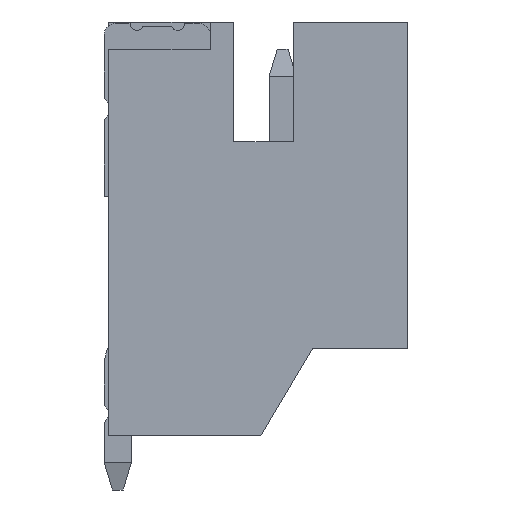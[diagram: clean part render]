
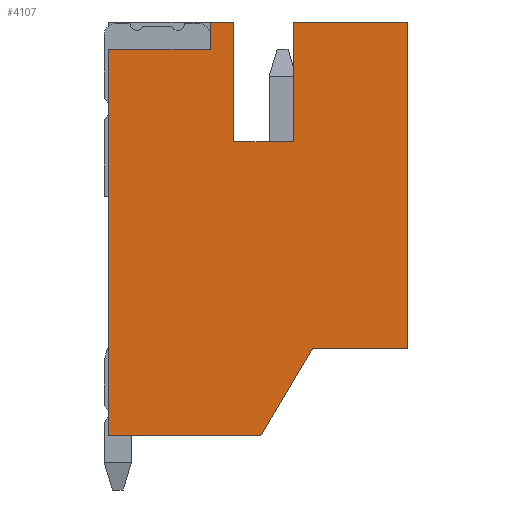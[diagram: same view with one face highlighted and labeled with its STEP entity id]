
A CAD part, left-side view. The second image highlights one B-rep face of the part: STEP entity #4107.
In plain terms, the highlighted planar face has unit normal (-1, 0, 0).
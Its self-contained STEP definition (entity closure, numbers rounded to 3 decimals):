
#416=ORIENTED_EDGE('',*,*,#1578,.F.);
#417=ORIENTED_EDGE('',*,*,#1579,.F.);
#418=ORIENTED_EDGE('',*,*,#1499,.T.);
#419=ORIENTED_EDGE('',*,*,#1580,.T.);
#420=ORIENTED_EDGE('',*,*,#1581,.T.);
#421=ORIENTED_EDGE('',*,*,#1337,.T.);
#422=ORIENTED_EDGE('',*,*,#1460,.T.);
#423=ORIENTED_EDGE('',*,*,#1484,.T.);
#424=ORIENTED_EDGE('',*,*,#1582,.F.);
#425=ORIENTED_EDGE('',*,*,#1583,.F.);
#426=ORIENTED_EDGE('',*,*,#1584,.F.);
#427=ORIENTED_EDGE('',*,*,#1547,.T.);
#1337=EDGE_CURVE('',#1942,#1941,#2337,.T.);
#1460=EDGE_CURVE('',#1941,#2048,#2460,.T.);
#1484=EDGE_CURVE('',#2048,#2070,#2484,.T.);
#1499=EDGE_CURVE('',#2082,#2083,#2499,.T.);
#1547=EDGE_CURVE('',#2120,#2119,#2547,.T.);
#1578=EDGE_CURVE('',#2142,#2119,#2578,.T.);
#1579=EDGE_CURVE('',#2082,#2142,#2579,.T.);
#1580=EDGE_CURVE('',#2083,#2143,#2580,.T.);
#1581=EDGE_CURVE('',#2143,#1942,#2581,.T.);
#1582=EDGE_CURVE('',#2144,#2070,#2582,.T.);
#1583=EDGE_CURVE('',#2145,#2144,#2583,.T.);
#1584=EDGE_CURVE('',#2120,#2145,#2584,.T.);
#1941=VERTEX_POINT('',#5674);
#1942=VERTEX_POINT('',#5676);
#2048=VERTEX_POINT('',#5913);
#2070=VERTEX_POINT('',#5961);
#2082=VERTEX_POINT('',#5990);
#2083=VERTEX_POINT('',#5991);
#2119=VERTEX_POINT('',#6083);
#2120=VERTEX_POINT('',#6085);
#2142=VERTEX_POINT('',#6144);
#2143=VERTEX_POINT('',#6147);
#2144=VERTEX_POINT('',#6150);
#2145=VERTEX_POINT('',#6152);
#2337=LINE('',#5675,#2913);
#2460=LINE('',#5914,#3036);
#2484=LINE('',#5962,#3060);
#2499=LINE('',#5989,#3075);
#2547=LINE('',#6084,#3123);
#2578=LINE('',#6143,#3154);
#2579=LINE('',#6145,#3155);
#2580=LINE('',#6146,#3156);
#2581=LINE('',#6148,#3157);
#2582=LINE('',#6149,#3158);
#2583=LINE('',#6151,#3159);
#2584=LINE('',#6153,#3160);
#2913=VECTOR('',#4591,1000.);
#3036=VECTOR('',#4732,1000.);
#3060=VECTOR('',#4760,1000.);
#3075=VECTOR('',#4777,1000.);
#3123=VECTOR('',#4843,1000.);
#3154=VECTOR('',#4886,1000.);
#3155=VECTOR('',#4887,1000.);
#3156=VECTOR('',#4888,1000.);
#3157=VECTOR('',#4889,1000.);
#3158=VECTOR('',#4890,1000.);
#3159=VECTOR('',#4891,1000.);
#3160=VECTOR('',#4892,1000.);
#3501=EDGE_LOOP('',(#416,#417,#418,#419,#420,#421,#422,#423,#424,#425,#426,
#427));
#3713=FACE_BOUND('',#3501,.T.);
#3917=PLANE('',#4349);
#4107=ADVANCED_FACE('',(#3713),#3917,.T.);
#4349=AXIS2_PLACEMENT_3D('',#6142,#4884,#4885);
#4591=DIRECTION('',(0.,-1.,0.));
#4732=DIRECTION('',(0.,0.,1.));
#4760=DIRECTION('',(0.,1.,0.));
#4777=DIRECTION('',(0.,0.,-1.));
#4843=DIRECTION('',(0.,1.,0.));
#4884=DIRECTION('',(-1.,0.,0.));
#4885=DIRECTION('',(0.,0.,1.));
#4886=DIRECTION('',(0.,0.,1.));
#4887=DIRECTION('',(0.,-1.,0.));
#4888=DIRECTION('',(0.,-1.,0.));
#4889=DIRECTION('',(0.,-0.511,0.86));
#4890=DIRECTION('',(0.,0.,1.));
#4891=DIRECTION('',(0.,-1.,0.));
#4892=DIRECTION('',(0.,0.,-1.));
#5674=CARTESIAN_POINT('',(-9.,-2.75,-3.));
#5675=CARTESIAN_POINT('',(-9.,2.75,-3.));
#5676=CARTESIAN_POINT('',(-9.,-1.,-3.));
#5913=CARTESIAN_POINT('',(-9.,-2.75,3.));
#5914=CARTESIAN_POINT('',(-9.,-2.75,-3.));
#5961=CARTESIAN_POINT('',(-9.,-0.65,3.));
#5962=CARTESIAN_POINT('',(-9.,-2.75,3.));
#5989=CARTESIAN_POINT('',(-9.,2.75,3.));
#5990=CARTESIAN_POINT('',(-9.,2.75,2.5));
#5991=CARTESIAN_POINT('',(-9.,2.75,-4.6));
#6083=CARTESIAN_POINT('',(-9.,0.88,3.));
#6084=CARTESIAN_POINT('',(-9.,-2.75,3.));
#6085=CARTESIAN_POINT('',(-9.,0.45,3.));
#6142=CARTESIAN_POINT('',(-9.,0.,0.));
#6143=CARTESIAN_POINT('',(-9.,0.88,2.5));
#6144=CARTESIAN_POINT('',(-9.,0.88,2.5));
#6145=CARTESIAN_POINT('',(-9.,2.75,2.5));
#6146=CARTESIAN_POINT('',(-9.,2.75,-4.6));
#6147=CARTESIAN_POINT('',(-9.,-0.05,-4.6));
#6148=CARTESIAN_POINT('',(-9.,-0.05,-4.6));
#6149=CARTESIAN_POINT('',(-9.,-0.65,0.8));
#6150=CARTESIAN_POINT('',(-9.,-0.65,0.8));
#6151=CARTESIAN_POINT('',(-9.,0.45,0.8));
#6152=CARTESIAN_POINT('',(-9.,0.45,0.8));
#6153=CARTESIAN_POINT('',(-9.,0.45,3.));
